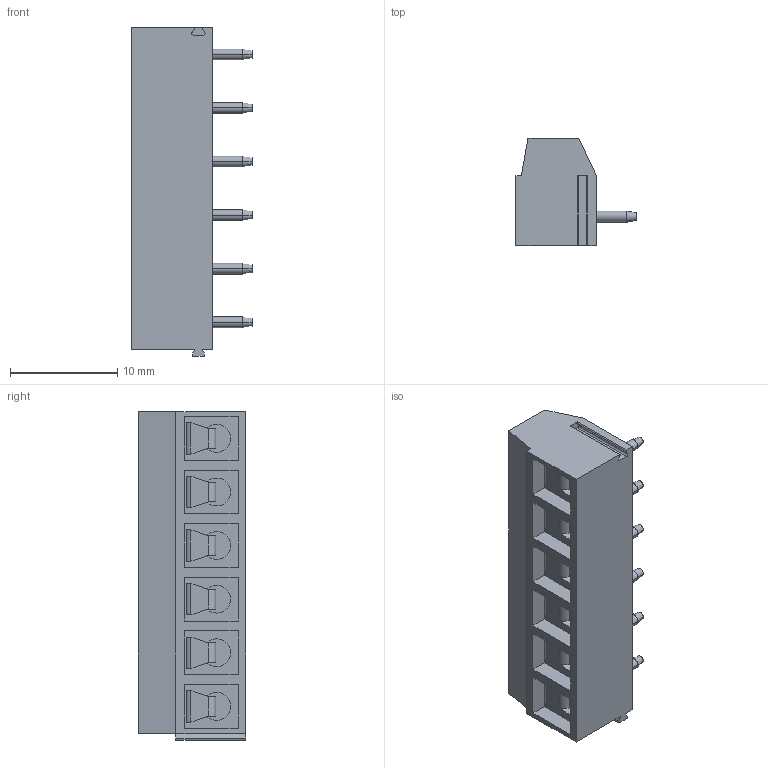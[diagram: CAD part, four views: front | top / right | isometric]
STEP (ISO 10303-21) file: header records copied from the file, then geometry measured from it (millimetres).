
FILE_DESCRIPTION((''),'2;1');
FILE_NAME('TL201R','2024-12-11T',('sj'),(''),'PRO/ENGINEER BY PARAMETRIC TECHNOLOGY CORPORATION, 2013240','PRO/ENGINEER BY PARAMETRIC TECHNOLOGY CORPORATION, 2013240','');
FILE_SCHEMA(('AUTOMOTIVE_DESIGN_CC2 { 1 2 10303 214 -1 1 5 2 }'));
Length unit declared in the file: millimetre
Products named in the file (1): TL201R
Bounding box: 11.2 x 10 x 30.68 mm (x, y, z)
Volume: 1782 mm3; surface area: 1989.9 mm2
Topology: 1 solids, 1 shells, 319 faces, 813 edges, 514 vertices
Faces by surface type: plane 149, cylinder 110, cone 48, torus 12
Entity records: 9789 total; most frequent: CARTESIAN_POINT 1844, DIRECTION 1719, ORIENTED_EDGE 1626, EDGE_CURVE 813, AXIS2_PLACEMENT_3D 623, VERTEX_POINT 514, VECTOR 473, LINE 473
